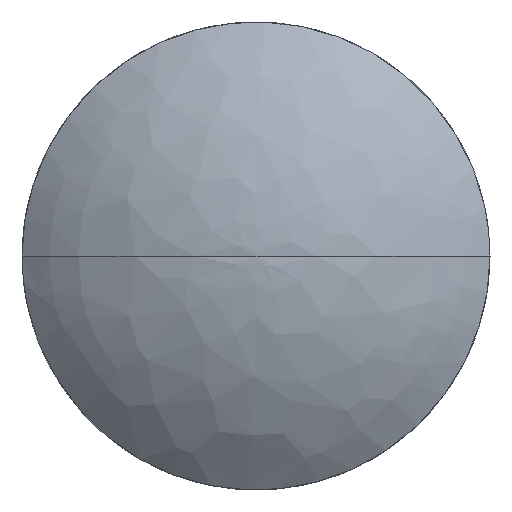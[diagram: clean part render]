
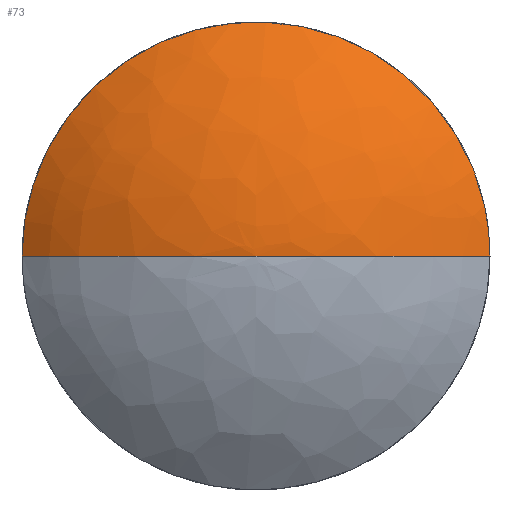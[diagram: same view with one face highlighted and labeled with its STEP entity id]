
A CAD part, left-side view. The second image highlights one B-rep face of the part: STEP entity #73.
In plain terms, the highlighted free-form (B-spline) face has degree [2, 2] with [9, 5] control points.
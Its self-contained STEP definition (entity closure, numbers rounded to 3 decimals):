
#73=ADVANCED_FACE('',(#132),#772,.T.);
#132=FACE_OUTER_BOUND('',#191,.T.);
#191=EDGE_LOOP('',(#423,#424,#425));
#423=ORIENTED_EDGE('',*,*,#544,.F.);
#424=ORIENTED_EDGE('',*,*,#545,.F.);
#425=ORIENTED_EDGE('',*,*,#546,.T.);
#544=EDGE_CURVE('',#735,#736,#662,.T.);
#545=EDGE_CURVE('',#737,#735,#663,.T.);
#546=EDGE_CURVE('',#737,#736,#664,.T.);
#662=(
BOUNDED_CURVE()
B_SPLINE_CURVE(2,(#2287,#2288,#2289,#2290,#2291),.UNSPECIFIED.,.F.,.F.)
B_SPLINE_CURVE_WITH_KNOTS((3,2,3),(0.,18.85,37.699),
 .UNSPECIFIED.)
CURVE()
GEOMETRIC_REPRESENTATION_ITEM()
RATIONAL_B_SPLINE_CURVE((1.,0.707,1.,0.707,1.))
REPRESENTATION_ITEM('')
);
#663=(
BOUNDED_CURVE()
B_SPLINE_CURVE(2,(#2292,#2293,#2294),.UNSPECIFIED.,.F.,.F.)
B_SPLINE_CURVE_WITH_KNOTS((3,3),(-1.571,-0.887),
 .UNSPECIFIED.)
CURVE()
GEOMETRIC_REPRESENTATION_ITEM()
RATIONAL_B_SPLINE_CURVE((1.,0.942,1.))
REPRESENTATION_ITEM('')
);
#664=(
BOUNDED_CURVE()
B_SPLINE_CURVE(2,(#2295,#2296,#2297),.UNSPECIFIED.,.F.,.F.)
B_SPLINE_CURVE_WITH_KNOTS((3,3),(-12.988,0.),.UNSPECIFIED.)
CURVE()
GEOMETRIC_REPRESENTATION_ITEM()
RATIONAL_B_SPLINE_CURVE((1.,0.942,1.))
REPRESENTATION_ITEM('')
);
#735=VERTEX_POINT('',#2131);
#736=VERTEX_POINT('',#2132);
#737=VERTEX_POINT('',#2133);
#772=(
BOUNDED_SURFACE()
B_SPLINE_SURFACE(2,2,((#2021,#2022,#2023,#2024,#2025),(#2026,#2027,#2028,
#2029,#2030),(#2031,#2032,#2033,#2034,#2035),(#2036,#2037,#2038,#2039,#2040),
(#2041,#2042,#2043,#2044,#2045),(#2046,#2047,#2048,#2049,#2050),(#2051,
#2052,#2053,#2054,#2055),(#2056,#2057,#2058,#2059,#2060),(#2061,#2062,#2063,
#2064,#2065)),.UNSPECIFIED.,.T.,.F.,.F.)
B_SPLINE_SURFACE_WITH_KNOTS((3,2,2,2,3),(3,2,3),(0.,1.571,3.142,
4.712,6.283),(-1.571,0.,1.571),
 .UNSPECIFIED.)
GEOMETRIC_REPRESENTATION_ITEM()
RATIONAL_B_SPLINE_SURFACE(((1.,0.707,1.,0.707,1.),
(0.707,0.5,0.707,0.5,0.707),(1.,0.707,
1.,0.707,1.),(0.707,0.5,0.707,0.5,0.707),
(1.,0.707,1.,0.707,1.),(0.707,0.5,0.707,
0.5,0.707),(1.,0.707,1.,0.707,1.),(0.707,
0.5,0.707,0.5,0.707),(1.,0.707,1.,0.707,
1.)))
REPRESENTATION_ITEM('')
SURFACE()
);
#2021=CARTESIAN_POINT('',(-30.,0.,4.));
#2022=CARTESIAN_POINT('',(-30.,19.,4.));
#2023=CARTESIAN_POINT('',(-11.,19.,4.));
#2024=CARTESIAN_POINT('',(8.,19.,4.));
#2025=CARTESIAN_POINT('',(8.,0.,4.));
#2026=CARTESIAN_POINT('',(-30.,0.,4.));
#2027=CARTESIAN_POINT('',(-30.,19.,23.));
#2028=CARTESIAN_POINT('',(-11.,19.,23.));
#2029=CARTESIAN_POINT('',(8.,19.,23.));
#2030=CARTESIAN_POINT('',(8.,0.,4.));
#2031=CARTESIAN_POINT('',(-30.,0.,4.));
#2032=CARTESIAN_POINT('',(-30.,0.,23.));
#2033=CARTESIAN_POINT('',(-11.,0.,23.));
#2034=CARTESIAN_POINT('',(8.,0.,23.));
#2035=CARTESIAN_POINT('',(8.,0.,4.));
#2036=CARTESIAN_POINT('',(-30.,0.,4.));
#2037=CARTESIAN_POINT('',(-30.,-19.,23.));
#2038=CARTESIAN_POINT('',(-11.,-19.,23.));
#2039=CARTESIAN_POINT('',(8.,-19.,23.));
#2040=CARTESIAN_POINT('',(8.,0.,4.));
#2041=CARTESIAN_POINT('',(-30.,0.,4.));
#2042=CARTESIAN_POINT('',(-30.,-19.,4.));
#2043=CARTESIAN_POINT('',(-11.,-19.,4.));
#2044=CARTESIAN_POINT('',(8.,-19.,4.));
#2045=CARTESIAN_POINT('',(8.,0.,4.));
#2046=CARTESIAN_POINT('',(-30.,0.,4.));
#2047=CARTESIAN_POINT('',(-30.,-19.,-15.));
#2048=CARTESIAN_POINT('',(-11.,-19.,-15.));
#2049=CARTESIAN_POINT('',(8.,-19.,-15.));
#2050=CARTESIAN_POINT('',(8.,0.,4.));
#2051=CARTESIAN_POINT('',(-30.,0.,4.));
#2052=CARTESIAN_POINT('',(-30.,0.,-15.));
#2053=CARTESIAN_POINT('',(-11.,0.,-15.));
#2054=CARTESIAN_POINT('',(8.,0.,-15.));
#2055=CARTESIAN_POINT('',(8.,0.,4.));
#2056=CARTESIAN_POINT('',(-30.,0.,4.));
#2057=CARTESIAN_POINT('',(-30.,19.,-15.));
#2058=CARTESIAN_POINT('',(-11.,19.,-15.));
#2059=CARTESIAN_POINT('',(8.,19.,-15.));
#2060=CARTESIAN_POINT('',(8.,0.,4.));
#2061=CARTESIAN_POINT('',(-30.,0.,4.));
#2062=CARTESIAN_POINT('',(-30.,19.,4.));
#2063=CARTESIAN_POINT('',(-11.,19.,4.));
#2064=CARTESIAN_POINT('',(8.,19.,4.));
#2065=CARTESIAN_POINT('',(8.,0.,4.));
#2131=CARTESIAN_POINT('',(-25.731,12.,4.));
#2132=CARTESIAN_POINT('',(-25.731,-12.,4.));
#2133=CARTESIAN_POINT('',(-30.,0.,4.));
#2287=CARTESIAN_POINT('',(-25.731,12.,4.));
#2288=CARTESIAN_POINT('',(-25.731,12.,16.));
#2289=CARTESIAN_POINT('',(-25.731,0.,16.));
#2290=CARTESIAN_POINT('',(-25.731,-12.,16.));
#2291=CARTESIAN_POINT('',(-25.731,-12.,4.));
#2292=CARTESIAN_POINT('',(-30.,0.,4.));
#2293=CARTESIAN_POINT('',(-30.,6.759,4.));
#2294=CARTESIAN_POINT('',(-25.731,12.,4.));
#2295=CARTESIAN_POINT('',(-30.,0.,4.));
#2296=CARTESIAN_POINT('',(-30.,-6.759,4.));
#2297=CARTESIAN_POINT('',(-25.731,-12.,4.));
